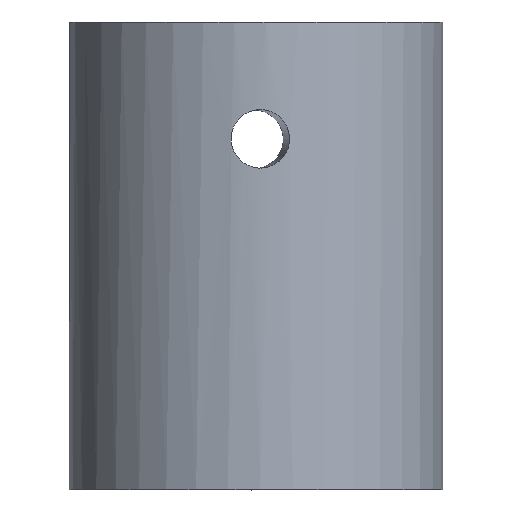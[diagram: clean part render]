
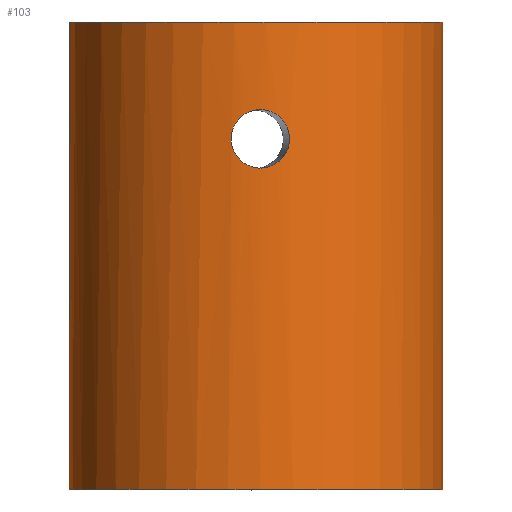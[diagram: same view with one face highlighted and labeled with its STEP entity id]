
A CAD part, top view. The second image highlights one B-rep face of the part: STEP entity #103.
In plain terms, the highlighted cylindrical face has radius 8 mm (diameter 16 mm), a full revolution.
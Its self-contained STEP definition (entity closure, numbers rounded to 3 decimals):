
#103=ADVANCED_FACE('F1',(#131,#132),#111,.T.);
#111=CYLINDRICAL_SURFACE('',#209,8.);
#114=LINE('',#320,#119);
#115=LINE('',#324,#120);
#116=LINE('',#329,#121);
#119=VECTOR('',#224,1.);
#120=VECTOR('',#227,1.);
#121=VECTOR('',#232,1.);
#124=CIRCLE('',#205,8.);
#125=CIRCLE('',#206,8.);
#126=CIRCLE('',#207,8.);
#127=CIRCLE('',#208,8.);
#131=FACE_BOUND('',#141,.T.);
#132=FACE_BOUND('',#142,.T.);
#141=EDGE_LOOP('',(#154));
#142=EDGE_LOOP('',(#155,#156,#157,#158,#159,#160,#161,#162));
#154=ORIENTED_EDGE('',*,*,#190,.F.);
#155=ORIENTED_EDGE('',*,*,#191,.F.);
#156=ORIENTED_EDGE('',*,*,#192,.T.);
#157=ORIENTED_EDGE('',*,*,#193,.T.);
#158=ORIENTED_EDGE('',*,*,#194,.T.);
#159=ORIENTED_EDGE('',*,*,#195,.T.);
#160=ORIENTED_EDGE('',*,*,#194,.F.);
#161=ORIENTED_EDGE('',*,*,#196,.T.);
#162=ORIENTED_EDGE('',*,*,#197,.T.);
#180=VERTEX_POINT('',#316);
#181=VERTEX_POINT('',#318);
#182=VERTEX_POINT('',#319);
#183=VERTEX_POINT('',#321);
#184=VERTEX_POINT('',#323);
#185=VERTEX_POINT('',#325);
#186=VERTEX_POINT('',#328);
#190=EDGE_CURVE('',#180,#180,#203,.T.);
#191=EDGE_CURVE('',#181,#182,#124,.T.);
#192=EDGE_CURVE('',#181,#183,#114,.T.);
#193=EDGE_CURVE('',#183,#184,#125,.T.);
#194=EDGE_CURVE('E2',#184,#185,#115,.T.);
#195=EDGE_CURVE('E3',#185,#185,#126,.T.);
#196=EDGE_CURVE('E1',#184,#186,#127,.T.);
#197=EDGE_CURVE('',#186,#182,#116,.T.);
#203=B_SPLINE_CURVE_WITH_KNOTS('',3,(#258,#259,#260,#261,#262,#263,#264,
#265,#266,#267,#268,#269,#270,#271,#272,#273,#274,#275,#276,#277,#278,#279,
#280,#281,#282,#283,#284,#285,#286,#287,#288,#289,#290,#291,#292,#293,#294,
#295,#296,#297,#298,#299,#300,#301,#302,#303,#304,#305,#306,#307,#308,#309,
#310,#311,#312,#313,#314,#315),.UNSPECIFIED.,.T.,.F.,(1,3,3,3,3,3,3,3,3,
3,3,3,3,3,3,3,3,3,3,3,3,1),(-0.037,0.,0.053,0.106,
0.16,0.214,0.268,0.321,0.374,
0.428,0.481,0.535,0.588,
0.641,0.695,0.749,0.802,
0.855,0.909,0.963,1.,1.053),
 .UNSPECIFIED.);
#205=AXIS2_PLACEMENT_3D('',#317,#222,#223);
#206=AXIS2_PLACEMENT_3D('',#322,#225,#226);
#207=AXIS2_PLACEMENT_3D('',#326,#228,#229);
#208=AXIS2_PLACEMENT_3D('',#327,#230,#231);
#209=AXIS2_PLACEMENT_3D('',#330,#233,#234);
#222=DIRECTION('',(0.,1.,0.));
#223=DIRECTION('',(0.,0.,-1.));
#224=DIRECTION('',(0.,1.,0.));
#225=DIRECTION('',(0.,-1.,0.));
#226=DIRECTION('',(1.,0.,0.));
#227=DIRECTION('',(0.,-1.,0.));
#228=DIRECTION('',(0.,1.,0.));
#229=DIRECTION('',(0.,0.,1.));
#230=DIRECTION('',(0.,-1.,0.));
#231=DIRECTION('',(1.,0.,0.));
#232=DIRECTION('',(0.,-1.,0.));
#233=DIRECTION('',(0.,-1.,0.));
#234=DIRECTION('',(0.,0.,-1.));
#258=CARTESIAN_POINT('',(1198.633,-912.629,-16696.248));
#259=CARTESIAN_POINT('',(1198.633,-912.49,-16696.248));
#260=CARTESIAN_POINT('',(1198.609,-912.349,-16696.244));
#261=CARTESIAN_POINT('',(1198.564,-912.218,-16696.236));
#262=CARTESIAN_POINT('',(1198.518,-912.087,-16696.228));
#263=CARTESIAN_POINT('',(1198.45,-911.962,-16696.216));
#264=CARTESIAN_POINT('',(1198.364,-911.854,-16696.204));
#265=CARTESIAN_POINT('',(1198.278,-911.744,-16696.191));
#266=CARTESIAN_POINT('',(1198.172,-911.648,-16696.177));
#267=CARTESIAN_POINT('',(1198.054,-911.573,-16696.164));
#268=CARTESIAN_POINT('',(1197.936,-911.498,-16696.151));
#269=CARTESIAN_POINT('',(1197.803,-911.442,-16696.14));
#270=CARTESIAN_POINT('',(1197.666,-911.411,-16696.132));
#271=CARTESIAN_POINT('',(1197.53,-911.38,-16696.124));
#272=CARTESIAN_POINT('',(1197.387,-911.371,-16696.119));
#273=CARTESIAN_POINT('',(1197.248,-911.387,-16696.118));
#274=CARTESIAN_POINT('',(1197.111,-911.402,-16696.117));
#275=CARTESIAN_POINT('',(1196.974,-911.441,-16696.12));
#276=CARTESIAN_POINT('',(1196.849,-911.5,-16696.126));
#277=CARTESIAN_POINT('',(1196.724,-911.559,-16696.131));
#278=CARTESIAN_POINT('',(1196.607,-911.641,-16696.139));
#279=CARTESIAN_POINT('',(1196.508,-911.738,-16696.148));
#280=CARTESIAN_POINT('',(1196.408,-911.836,-16696.156));
#281=CARTESIAN_POINT('',(1196.323,-911.953,-16696.166));
#282=CARTESIAN_POINT('',(1196.262,-912.079,-16696.173));
#283=CARTESIAN_POINT('',(1196.2,-912.205,-16696.18));
#284=CARTESIAN_POINT('',(1196.159,-912.343,-16696.186));
#285=CARTESIAN_POINT('',(1196.142,-912.483,-16696.188));
#286=CARTESIAN_POINT('',(1196.126,-912.621,-16696.19));
#287=CARTESIAN_POINT('',(1196.133,-912.764,-16696.189));
#288=CARTESIAN_POINT('',(1196.163,-912.9,-16696.185));
#289=CARTESIAN_POINT('',(1196.193,-913.034,-16696.181));
#290=CARTESIAN_POINT('',(1196.247,-913.166,-16696.174));
#291=CARTESIAN_POINT('',(1196.319,-913.283,-16696.166));
#292=CARTESIAN_POINT('',(1196.392,-913.402,-16696.158));
#293=CARTESIAN_POINT('',(1196.486,-913.509,-16696.149));
#294=CARTESIAN_POINT('',(1196.594,-913.597,-16696.141));
#295=CARTESIAN_POINT('',(1196.703,-913.686,-16696.133));
#296=CARTESIAN_POINT('',(1196.829,-913.757,-16696.125));
#297=CARTESIAN_POINT('',(1196.961,-913.805,-16696.122));
#298=CARTESIAN_POINT('',(1197.093,-913.852,-16696.118));
#299=CARTESIAN_POINT('',(1197.235,-913.878,-16696.117));
#300=CARTESIAN_POINT('',(1197.375,-913.879,-16696.12));
#301=CARTESIAN_POINT('',(1197.514,-913.88,-16696.123));
#302=CARTESIAN_POINT('',(1197.654,-913.858,-16696.13));
#303=CARTESIAN_POINT('',(1197.785,-913.813,-16696.14));
#304=CARTESIAN_POINT('',(1197.916,-913.769,-16696.149));
#305=CARTESIAN_POINT('',(1198.041,-913.702,-16696.162));
#306=CARTESIAN_POINT('',(1198.15,-913.617,-16696.175));
#307=CARTESIAN_POINT('',(1198.26,-913.532,-16696.188));
#308=CARTESIAN_POINT('',(1198.357,-913.426,-16696.202));
#309=CARTESIAN_POINT('',(1198.432,-913.309,-16696.214));
#310=CARTESIAN_POINT('',(1198.508,-913.192,-16696.226));
#311=CARTESIAN_POINT('',(1198.565,-913.059,-16696.236));
#312=CARTESIAN_POINT('',(1198.598,-912.922,-16696.242));
#313=CARTESIAN_POINT('',(1198.621,-912.826,-16696.246));
#314=CARTESIAN_POINT('',(1198.633,-912.727,-16696.248));
#315=CARTESIAN_POINT('',(1198.633,-912.629,-16696.248));
#316=CARTESIAN_POINT('',(1198.633,-912.629,-16696.248));
#317=CARTESIAN_POINT('',(1197.197,-917.629,-16704.118));
#318=CARTESIAN_POINT('',(1204.307,-917.629,-16707.785));
#319=CARTESIAN_POINT('',(1189.922,-917.629,-16707.446));
#320=CARTESIAN_POINT('',(1204.307,-917.629,-16707.785));
#321=CARTESIAN_POINT('',(1204.307,-907.629,-16707.785));
#322=CARTESIAN_POINT('',(1197.197,-907.629,-16704.118));
#323=CARTESIAN_POINT('',(1205.195,-907.629,-16704.307));
#324=CARTESIAN_POINT('',(1205.195,-917.629,-16704.307));
#325=CARTESIAN_POINT('',(1205.195,-927.629,-16704.307));
#326=CARTESIAN_POINT('',(1197.197,-927.629,-16704.118));
#327=CARTESIAN_POINT('',(1197.197,-907.629,-16704.118));
#328=CARTESIAN_POINT('',(1189.922,-907.629,-16707.446));
#329=CARTESIAN_POINT('',(1189.922,-917.629,-16707.446));
#330=CARTESIAN_POINT('',(1197.197,-907.629,-16704.118));
